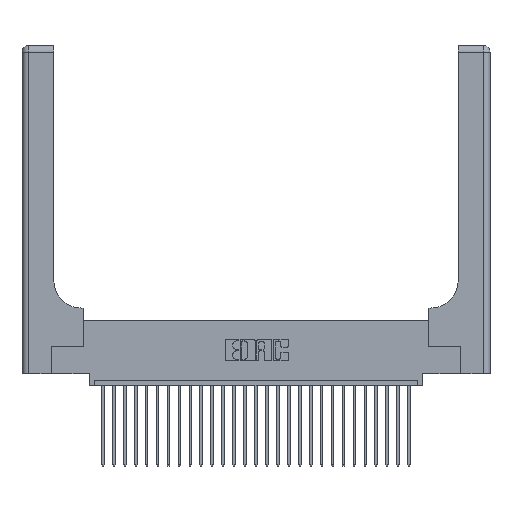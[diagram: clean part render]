
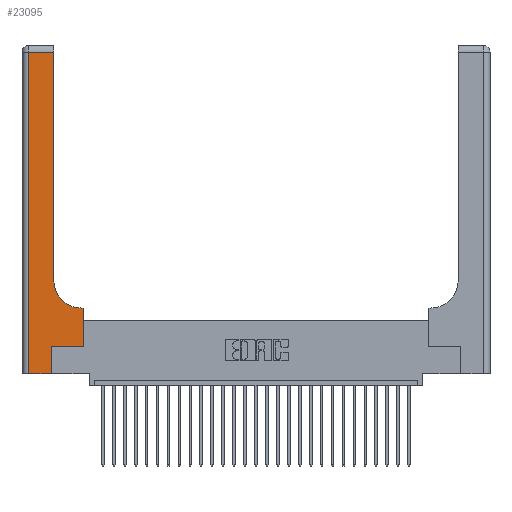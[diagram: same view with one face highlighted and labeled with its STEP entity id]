
A CAD part, top view. The second image highlights one B-rep face of the part: STEP entity #23095.
In plain terms, the highlighted planar face has unit normal (0, 0, 1).
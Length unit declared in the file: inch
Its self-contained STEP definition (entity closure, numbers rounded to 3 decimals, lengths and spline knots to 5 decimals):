
#299 = FACE_OUTER_BOUND ( 'NONE', #1557, .T. ) ;
#1145 = DIRECTION ( 'NONE',  ( 1., 0., 0. ) ) ;
#1279 = CARTESIAN_POINT ( 'NONE',  ( 0.5585, 0.25, 0.37 ) ) ;
#1302 = CARTESIAN_POINT ( 'NONE',  ( 0.06, 3., 0.37 ) ) ;
#1557 = EDGE_LOOP ( 'NONE', ( #25965, #16303, #6700, #23718, #3158, #10555, #14950, #23621, #7090 ) ) ;
#1874 = LINE ( 'NONE', #10980, #28745 ) ;
#2877 = CARTESIAN_POINT ( 'NONE',  ( 0.2915, 0.85, 0.37 ) ) ;
#3079 = VECTOR ( 'NONE', #7274, 39.37008 ) ;
#3097 = CARTESIAN_POINT ( 'NONE',  ( 0.269, 0., 0.37 ) ) ;
#3158 = ORIENTED_EDGE ( 'NONE', *, *, #23561, .T. ) ;
#3243 = VERTEX_POINT ( 'NONE', #8533 ) ;
#4010 = LINE ( 'NONE', #1302, #22530 ) ;
#4039 = CIRCLE ( 'NONE', #27568, 0.25 ) ;
#4310 = DIRECTION ( 'NONE',  ( 1., 0., 0. ) ) ;
#4525 = CARTESIAN_POINT ( 'NONE',  ( 0.06, 2.94, 0.37 ) ) ;
#4623 = VECTOR ( 'NONE', #16338, 39.37008 ) ;
#5405 = CARTESIAN_POINT ( 'NONE',  ( 0.5585, 0.25, 0.37 ) ) ;
#6633 = DIRECTION ( 'NONE',  ( 0., 0., -1. ) ) ;
#6700 = ORIENTED_EDGE ( 'NONE', *, *, #25374, .T. ) ;
#6718 = AXIS2_PLACEMENT_3D ( 'NONE', #18764, #16396, #27415 ) ;
#7090 = ORIENTED_EDGE ( 'NONE', *, *, #8037, .T. ) ;
#7274 = DIRECTION ( 'NONE',  ( -1., 0., 0. ) ) ;
#8037 = EDGE_CURVE ( 'NONE', #23344, #23759, #4039, .T. ) ;
#8533 = CARTESIAN_POINT ( 'NONE',  ( 0.5585, 0.6, 0.37 ) ) ;
#8566 = EDGE_CURVE ( 'NONE', #27108, #21901, #22229, .T. ) ;
#8916 = VECTOR ( 'NONE', #1145, 39.37008 ) ;
#9363 = EDGE_CURVE ( 'NONE', #26352, #20775, #1874, .T. ) ;
#10441 = VECTOR ( 'NONE', #15844, 39.37008 ) ;
#10555 = ORIENTED_EDGE ( 'NONE', *, *, #9363, .T. ) ;
#10980 = CARTESIAN_POINT ( 'NONE',  ( 0.269, 0.25, 0.37 ) ) ;
#11364 = CARTESIAN_POINT ( 'NONE',  ( 0.2915, 3., 0.37 ) ) ;
#11913 = CARTESIAN_POINT ( 'NONE',  ( 0.2915, 0.6, 0.37 ) ) ;
#14796 = CARTESIAN_POINT ( 'NONE',  ( 0.269, 0.25, 0.37 ) ) ;
#14950 = ORIENTED_EDGE ( 'NONE', *, *, #20626, .T. ) ;
#15844 = DIRECTION ( 'NONE',  ( 0., 1., 0. ) ) ;
#15850 = DIRECTION ( 'NONE',  ( 1., 0., 0. ) ) ;
#16303 = ORIENTED_EDGE ( 'NONE', *, *, #17673, .T. ) ;
#16338 = DIRECTION ( 'NONE',  ( 0., 1., 0. ) ) ;
#16396 = DIRECTION ( 'NONE',  ( 0., 0., -1. ) ) ;
#16923 = VERTEX_POINT ( 'NONE', #4525 ) ;
#17145 = EDGE_CURVE ( 'NONE', #23759, #19839, #21978, .T. ) ;
#17673 = EDGE_CURVE ( 'NONE', #19839, #16923, #20584, .T. ) ;
#17699 = VECTOR ( 'NONE', #27498, 39.37008 ) ;
#18764 = CARTESIAN_POINT ( 'NONE',  ( 0., 3., 0.37 ) ) ;
#18881 = EDGE_CURVE ( 'NONE', #3243, #23344, #19426, .T. ) ;
#18937 = CARTESIAN_POINT ( 'NONE',  ( 0., 0., 0.37 ) ) ;
#19426 = LINE ( 'NONE', #11913, #17699 ) ;
#19839 = VERTEX_POINT ( 'NONE', #26485 ) ;
#19859 = CARTESIAN_POINT ( 'NONE',  ( 0.5415, 0.85, 0.37 ) ) ;
#20320 = CARTESIAN_POINT ( 'NONE',  ( 0.06, 0., 0.37 ) ) ;
#20584 = LINE ( 'NONE', #22635, #3079 ) ;
#20626 = EDGE_CURVE ( 'NONE', #20775, #3243, #28368, .T. ) ;
#20775 = VERTEX_POINT ( 'NONE', #1279 ) ;
#21901 = VERTEX_POINT ( 'NONE', #3097 ) ;
#21978 = LINE ( 'NONE', #11364, #10441 ) ;
#22229 = LINE ( 'NONE', #18937, #8916 ) ;
#22530 = VECTOR ( 'NONE', #23389, 39.37008 ) ;
#22635 = CARTESIAN_POINT ( 'NONE',  ( 0., 2.94, 0.37 ) ) ;
#22918 = CARTESIAN_POINT ( 'NONE',  ( 0.269, 0., 0.37 ) ) ;
#23095 = ADVANCED_FACE ( 'NONE', ( #299 ), #25159, .F. ) ;
#23344 = VERTEX_POINT ( 'NONE', #24262 ) ;
#23389 = DIRECTION ( 'NONE',  ( 0., -1., 0. ) ) ;
#23561 = EDGE_CURVE ( 'NONE', #21901, #26352, #26465, .T. ) ;
#23621 = ORIENTED_EDGE ( 'NONE', *, *, #18881, .T. ) ;
#23718 = ORIENTED_EDGE ( 'NONE', *, *, #8566, .T. ) ;
#23759 = VERTEX_POINT ( 'NONE', #2877 ) ;
#24262 = CARTESIAN_POINT ( 'NONE',  ( 0.5415, 0.6, 0.37 ) ) ;
#25108 = DIRECTION ( 'NONE',  ( 0., 1., 0. ) ) ;
#25159 = PLANE ( 'NONE',  #6718 ) ;
#25374 = EDGE_CURVE ( 'NONE', #16923, #27108, #4010, .T. ) ;
#25965 = ORIENTED_EDGE ( 'NONE', *, *, #17145, .T. ) ;
#26140 = VECTOR ( 'NONE', #25108, 39.37008 ) ;
#26352 = VERTEX_POINT ( 'NONE', #14796 ) ;
#26465 = LINE ( 'NONE', #22918, #26140 ) ;
#26485 = CARTESIAN_POINT ( 'NONE',  ( 0.2915, 2.94, 0.37 ) ) ;
#27108 = VERTEX_POINT ( 'NONE', #20320 ) ;
#27415 = DIRECTION ( 'NONE',  ( -1., 0., 0. ) ) ;
#27498 = DIRECTION ( 'NONE',  ( -1., 0., 0. ) ) ;
#27568 = AXIS2_PLACEMENT_3D ( 'NONE', #19859, #6633, #4310 ) ;
#28368 = LINE ( 'NONE', #5405, #4623 ) ;
#28745 = VECTOR ( 'NONE', #15850, 39.37008 ) ;
